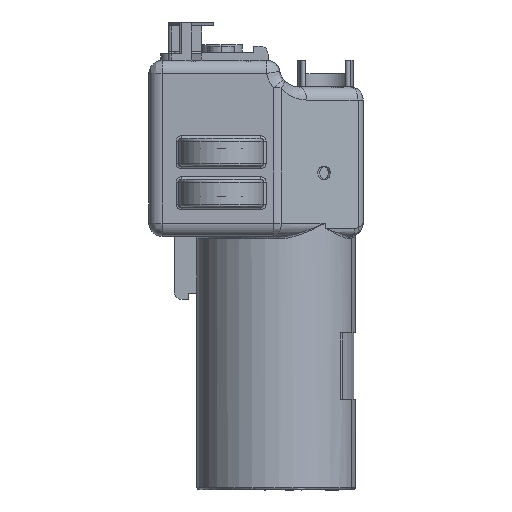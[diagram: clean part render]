
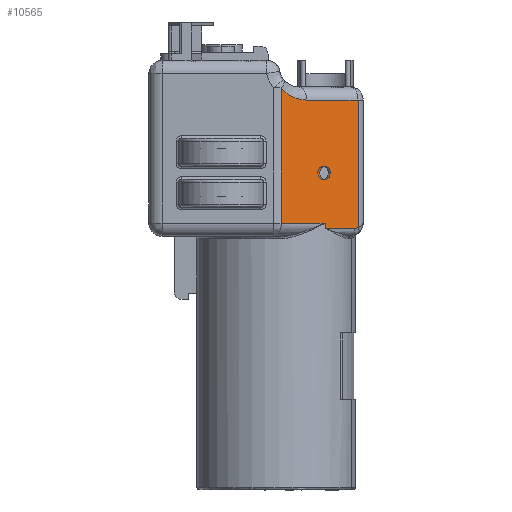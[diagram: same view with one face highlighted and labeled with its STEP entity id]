
A CAD part, front view. The second image highlights one B-rep face of the part: STEP entity #10565.
In plain terms, the highlighted planar face has unit normal (0.615, -0.788, 0).
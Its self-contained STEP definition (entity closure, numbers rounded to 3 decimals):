
#121 = DIRECTION ( 'NONE',  ( -0.615, 0.788, 0. ) ) ;
#276 = DIRECTION ( 'NONE',  ( 0.788, 0.615, 0. ) ) ;
#331 = CARTESIAN_POINT ( 'NONE',  ( -6.868, 36.804, 5.634 ) ) ;
#808 = EDGE_CURVE ( 'NONE', #9689, #2388, #17483, .T. ) ;
#940 = ORIENTED_EDGE ( 'NONE', *, *, #808, .T. ) ;
#1090 = CARTESIAN_POINT ( 'NONE',  ( -15.223, 30.284, 8.862 ) ) ;
#1706 = VECTOR ( 'NONE', #30792, 1000. ) ;
#1838 = CARTESIAN_POINT ( 'NONE',  ( 12.538, 51.949, -73.802 ) ) ;
#2388 = VERTEX_POINT ( 'NONE', #26961 ) ;
#2445 = CARTESIAN_POINT ( 'NONE',  ( 2.04, 43.756, -21.866 ) ) ;
#3246 = B_SPLINE_CURVE_WITH_KNOTS ( 'NONE', 3,
 ( #22573, #17737, #1090, #17845, #3514, #20275, #5910, #22674, #8305, #25067 ),
 .UNSPECIFIED., .F., .F.,
 ( 4, 2, 2, 2, 4 ),
 ( 0., 0.25, 0.5, 0.75, 1. ),
 .UNSPECIFIED. ) ;
#3514 = CARTESIAN_POINT ( 'NONE',  ( -13.006, 32.014, 7.237 ) ) ;
#4066 = CIRCLE ( 'NONE', #27456, 2.5 ) ;
#4216 = CARTESIAN_POINT ( 'NONE',  ( 12.364, 51.813, -42.579 ) ) ;
#4738 = DIRECTION ( 'NONE',  ( 0., 0., 1. ) ) ;
#4824 = DIRECTION ( 'NONE',  ( 0.615, -0.788, 0. ) ) ;
#5240 = ORIENTED_EDGE ( 'NONE', *, *, #29500, .F. ) ;
#5497 = VECTOR ( 'NONE', #24199, 1000. ) ;
#5910 = CARTESIAN_POINT ( 'NONE',  ( -10.485, 33.982, 6.142 ) ) ;
#6486 = CARTESIAN_POINT ( 'NONE',  ( 11.307, 50.989, -42.866 ) ) ;
#6594 = CARTESIAN_POINT ( 'NONE',  ( -16.45, 29.326, -40.866 ) ) ;
#6618 = CARTESIAN_POINT ( 'NONE',  ( 12.538, 51.949, -42.443 ) ) ;
#6752 = ORIENTED_EDGE ( 'NONE', *, *, #29736, .F. ) ;
#6809 = VECTOR ( 'NONE', #4738, 1000. ) ;
#6906 = ORIENTED_EDGE ( 'NONE', *, *, #17687, .T. ) ;
#7945 = VERTEX_POINT ( 'NONE', #27811 ) ;
#8305 = CARTESIAN_POINT ( 'NONE',  ( -7.784, 36.09, 5.634 ) ) ;
#8931 = EDGE_CURVE ( 'NONE', #24454, #12514, #17469, .T. ) ;
#8938 = EDGE_CURVE ( 'NONE', #25041, #27257, #23857, .T. ) ;
#9538 = CARTESIAN_POINT ( 'NONE',  ( 0.069, 42.218, -21.866 ) ) ;
#9614 = DIRECTION ( 'NONE',  ( 0., 0., -1. ) ) ;
#9689 = VERTEX_POINT ( 'NONE', #20881 ) ;
#9853 = CARTESIAN_POINT ( 'NONE',  ( -17.806, 28.268, -42.866 ) ) ;
#10341 = VECTOR ( 'NONE', #14799, 1000. ) ;
#10347 = B_SPLINE_CURVE_WITH_KNOTS ( 'NONE', 3,
 ( #6618, #4216, #28188, #13859, #30591, #16260 ),
 .UNSPECIFIED., .F., .F.,
 ( 4, 2, 4 ),
 ( 0., 0.5, 1. ),
 .UNSPECIFIED. ) ;
#10565 = ADVANCED_FACE ( 'NONE', ( #27031, #12147 ), #19077, .T. ) ;
#11122 = AXIS2_PLACEMENT_3D ( 'NONE', #31073, #4824, #21580 ) ;
#11370 = CARTESIAN_POINT ( 'NONE',  ( 0.069, 42.218, -40.866 ) ) ;
#11752 = ORIENTED_EDGE ( 'NONE', *, *, #8931, .T. ) ;
#12074 = EDGE_CURVE ( 'NONE', #9689, #12514, #10347, .T. ) ;
#12147 = FACE_OUTER_BOUND ( 'NONE', #19766, .T. ) ;
#12187 = EDGE_CURVE ( 'NONE', #24454, #25041, #27399, .T. ) ;
#12191 = VERTEX_POINT ( 'NONE', #2445 ) ;
#12201 = EDGE_CURVE ( 'NONE', #12191, #7945, #18821, .T. ) ;
#12274 = VERTEX_POINT ( 'NONE', #331 ) ;
#12514 = VERTEX_POINT ( 'NONE', #6486 ) ;
#13691 = LINE ( 'NONE', #21200, #1706 ) ;
#13859 = CARTESIAN_POINT ( 'NONE',  ( 11.749, 51.333, -42.829 ) ) ;
#14456 = ORIENTED_EDGE ( 'NONE', *, *, #12187, .F. ) ;
#14473 = CARTESIAN_POINT ( 'NONE',  ( 0.069, 42.218, -21.866 ) ) ;
#14628 = DIRECTION ( 'NONE',  ( -0.615, 0.788, 0. ) ) ;
#14799 = DIRECTION ( 'NONE',  ( -0.788, -0.615, 0. ) ) ;
#16260 = CARTESIAN_POINT ( 'NONE',  ( 11.307, 50.989, -42.866 ) ) ;
#16433 = VERTEX_POINT ( 'NONE', #28607 ) ;
#16730 = ORIENTED_EDGE ( 'NONE', *, *, #8938, .F. ) ;
#16866 = DIRECTION ( 'NONE',  ( 0.788, 0.615, 0. ) ) ;
#17191 = ORIENTED_EDGE ( 'NONE', *, *, #12074, .F. ) ;
#17469 = LINE ( 'NONE', #9853, #5497 ) ;
#17483 = LINE ( 'NONE', #1838, #23114 ) ;
#17687 = EDGE_CURVE ( 'NONE', #7945, #12191, #4066, .T. ) ;
#17737 = CARTESIAN_POINT ( 'NONE',  ( -15.876, 29.774, 9.512 ) ) ;
#17845 = CARTESIAN_POINT ( 'NONE',  ( -13.788, 31.404, 7.725 ) ) ;
#18821 = CIRCLE ( 'NONE', #27221, 2.5 ) ;
#18971 = CARTESIAN_POINT ( 'NONE',  ( -16.45, 29.326, -73.802 ) ) ;
#19077 = PLANE ( 'NONE',  #11122 ) ;
#19592 = EDGE_LOOP ( 'NONE', ( #20770, #6906 ) ) ;
#19766 = EDGE_LOOP ( 'NONE', ( #940, #6752, #5240, #26189, #16730, #14456, #11752, #17191 ) ) ;
#20275 = CARTESIAN_POINT ( 'NONE',  ( -11.355, 33.303, 6.445 ) ) ;
#20770 = ORIENTED_EDGE ( 'NONE', *, *, #12201, .T. ) ;
#20881 = CARTESIAN_POINT ( 'NONE',  ( 12.538, 51.949, -42.443 ) ) ;
#21200 = CARTESIAN_POINT ( 'NONE',  ( -19.6, 26.868, 5.634 ) ) ;
#21580 = DIRECTION ( 'NONE',  ( 0.788, 0.615, 0. ) ) ;
#22074 = VECTOR ( 'NONE', #9614, 1000. ) ;
#22573 = CARTESIAN_POINT ( 'NONE',  ( -16.45, 29.326, 10.225 ) ) ;
#22674 = CARTESIAN_POINT ( 'NONE',  ( -8.699, 35.375, 5.737 ) ) ;
#23114 = VECTOR ( 'NONE', #25705, 1000. ) ;
#23857 = LINE ( 'NONE', #29007, #10341 ) ;
#24199 = DIRECTION ( 'NONE',  ( 0.788, 0.615, 0. ) ) ;
#24454 = VERTEX_POINT ( 'NONE', #28053 ) ;
#25041 = VERTEX_POINT ( 'NONE', #11370 ) ;
#25067 = CARTESIAN_POINT ( 'NONE',  ( -6.868, 36.804, 5.634 ) ) ;
#25705 = DIRECTION ( 'NONE',  ( 0., 0., 1. ) ) ;
#26189 = ORIENTED_EDGE ( 'NONE', *, *, #27424, .T. ) ;
#26961 = CARTESIAN_POINT ( 'NONE',  ( 12.538, 51.949, 5.634 ) ) ;
#27031 = FACE_BOUND ( 'NONE', #19592, .T. ) ;
#27221 = AXIS2_PLACEMENT_3D ( 'NONE', #14473, #121, #16866 ) ;
#27257 = VERTEX_POINT ( 'NONE', #6594 ) ;
#27399 = LINE ( 'NONE', #9538, #6809 ) ;
#27424 = EDGE_CURVE ( 'NONE', #16433, #27257, #28414, .T. ) ;
#27456 = AXIS2_PLACEMENT_3D ( 'NONE', #28948, #14628, #276 ) ;
#27811 = CARTESIAN_POINT ( 'NONE',  ( -1.902, 40.68, -21.866 ) ) ;
#28053 = CARTESIAN_POINT ( 'NONE',  ( 0.069, 42.218, -42.866 ) ) ;
#28188 = CARTESIAN_POINT ( 'NONE',  ( 12.167, 51.659, -42.686 ) ) ;
#28414 = LINE ( 'NONE', #18971, #22074 ) ;
#28607 = CARTESIAN_POINT ( 'NONE',  ( -16.45, 29.326, 10.225 ) ) ;
#28948 = CARTESIAN_POINT ( 'NONE',  ( 0.069, 42.218, -21.866 ) ) ;
#29007 = CARTESIAN_POINT ( 'NONE',  ( 0.069, 42.218, -40.866 ) ) ;
#29500 = EDGE_CURVE ( 'NONE', #16433, #12274, #3246, .T. ) ;
#29736 = EDGE_CURVE ( 'NONE', #12274, #2388, #13691, .T. ) ;
#30591 = CARTESIAN_POINT ( 'NONE',  ( 11.528, 51.161, -42.866 ) ) ;
#30792 = DIRECTION ( 'NONE',  ( 0.788, 0.615, 0. ) ) ;
#31073 = CARTESIAN_POINT ( 'NONE',  ( -17.806, 28.268, -73.802 ) ) ;
